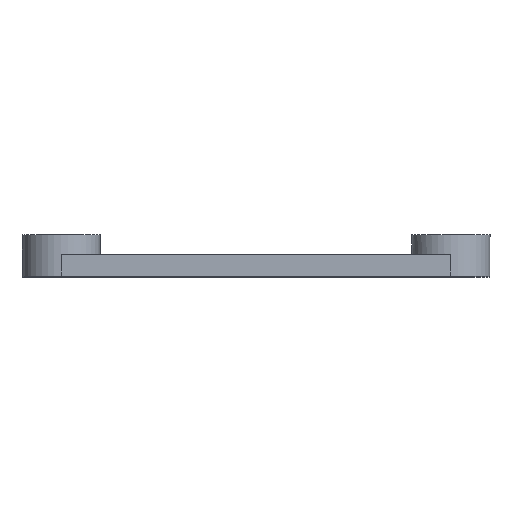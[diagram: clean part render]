
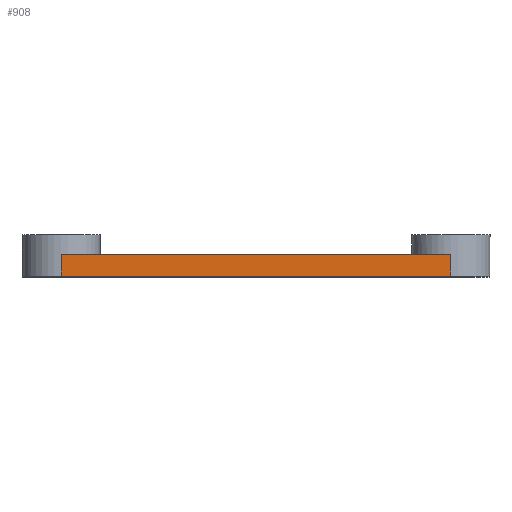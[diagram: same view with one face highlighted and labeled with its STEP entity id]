
A CAD part, top view. The second image highlights one B-rep face of the part: STEP entity #908.
In plain terms, the highlighted planar face has unit normal (0, 0, 1).
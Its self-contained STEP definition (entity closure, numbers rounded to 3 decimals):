
#70=PLANE('',#1024);
#113=FACE_OUTER_BOUND('',#164,.T.);
#164=EDGE_LOOP('',(#813,#814,#815,#816));
#221=LINE('',#1482,#293);
#244=LINE('',#1564,#316);
#245=LINE('',#1568,#317);
#246=LINE('',#1569,#318);
#293=VECTOR('',#1198,10.);
#316=VECTOR('',#1295,10.);
#317=VECTOR('',#1300,10.);
#318=VECTOR('',#1301,10.);
#442=VERTEX_POINT('',#1479);
#443=VERTEX_POINT('',#1481);
#465=VERTEX_POINT('',#1563);
#466=VERTEX_POINT('',#1567);
#552=EDGE_CURVE('',#442,#443,#221,.T.);
#593=EDGE_CURVE('',#465,#443,#244,.T.);
#595=EDGE_CURVE('',#466,#465,#245,.T.);
#596=EDGE_CURVE('',#466,#442,#246,.T.);
#813=ORIENTED_EDGE('',*,*,#595,.T.);
#814=ORIENTED_EDGE('',*,*,#593,.T.);
#815=ORIENTED_EDGE('',*,*,#552,.F.);
#816=ORIENTED_EDGE('',*,*,#596,.F.);
#908=ADVANCED_FACE('',(#113),#70,.T.);
#1024=AXIS2_PLACEMENT_3D('',#1566,#1298,#1299);
#1198=DIRECTION('',(1.,0.,0.));
#1295=DIRECTION('',(0.,1.,0.));
#1298=DIRECTION('center_axis',(0.,0.,1.));
#1299=DIRECTION('ref_axis',(1.,0.,0.));
#1300=DIRECTION('',(1.,0.,0.));
#1301=DIRECTION('',(0.,1.,0.));
#1479=CARTESIAN_POINT('',(-28.15,2.8,37.5));
#1481=CARTESIAN_POINT('',(21.8,2.8,37.5));
#1482=CARTESIAN_POINT('',(-28.15,2.8,37.5));
#1563=CARTESIAN_POINT('',(21.8,0.,37.5));
#1564=CARTESIAN_POINT('',(21.8,0.,37.5));
#1566=CARTESIAN_POINT('Origin',(-28.15,0.,37.5));
#1567=CARTESIAN_POINT('',(-28.15,0.,37.5));
#1568=CARTESIAN_POINT('',(-28.15,0.,37.5));
#1569=CARTESIAN_POINT('',(-28.15,0.,37.5));
